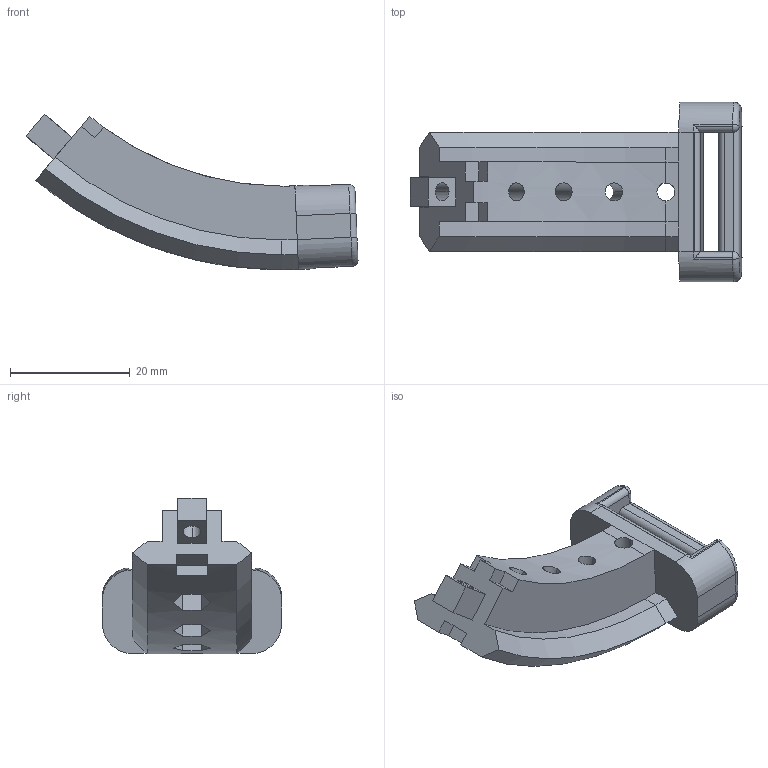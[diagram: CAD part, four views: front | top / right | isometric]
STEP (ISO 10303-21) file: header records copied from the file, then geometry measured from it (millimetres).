
FILE_DESCRIPTION (( 'STEP AP214' ), '1' );
FILE_NAME ('賑遠R50鼠芛.', '2024-10-13T07:26:57', ( '' ), ( '' ), 'SwSTEP 2.0', 'SolidWorks 2024', '' );
FILE_SCHEMA (( 'AUTOMOTIVE_DESIGN' ));
Length unit declared in the file: millimetre
Products named in the file (1): 滑环R50公头
Bounding box: 55.51 x 30 x 26.03 mm (x, y, z)
Volume: 9562.5 mm3; surface area: 5324.7 mm2
Topology: 1 solids, 1 shells, 123 faces, 330 edges, 206 vertices
Faces by surface type: plane 60, cylinder 43, torus 8, sphere 6, cone 6
Entity records: 4037 total; most frequent: CARTESIAN_POINT 962, ORIENTED_EDGE 652, DIRECTION 630, EDGE_CURVE 326, AXIS2_PLACEMENT_3D 218, VERTEX_POINT 206, VECTOR 194, LINE 194
